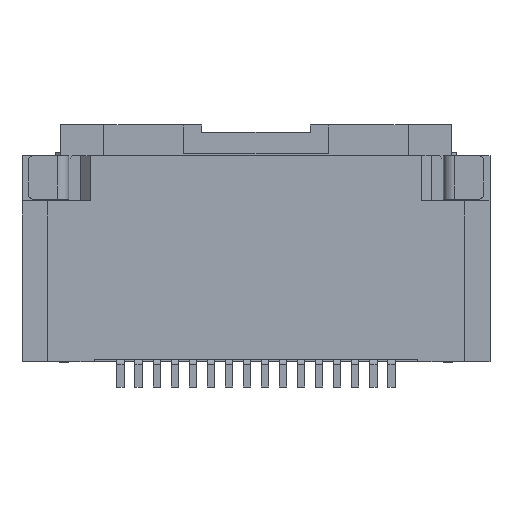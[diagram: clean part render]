
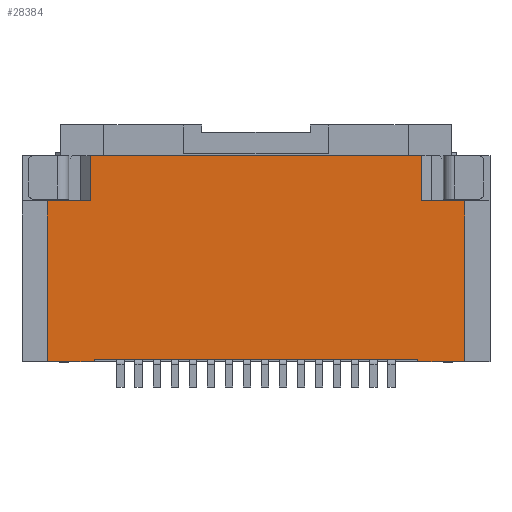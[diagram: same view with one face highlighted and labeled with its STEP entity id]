
A CAD part, top view. The second image highlights one B-rep face of the part: STEP entity #28384.
In plain terms, the highlighted planar face has unit normal (0, 0, 1).
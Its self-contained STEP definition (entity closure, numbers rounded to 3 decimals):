
#362=DIRECTION('',(-1.,0.,0.));
#363=VECTOR('',#362,1.3);
#364=CARTESIAN_POINT('',(-4.475,-2.85,1.245));
#365=LINE('',#364,#363);
#370=DIRECTION('',(-1.,0.,0.));
#371=VECTOR('',#370,1.3);
#372=CARTESIAN_POINT('',(5.775,-2.85,1.245));
#373=LINE('',#372,#371);
#418=DIRECTION('',(0.,-1.,0.));
#419=VECTOR('',#418,4.45);
#420=CARTESIAN_POINT('',(-5.775,1.6,1.245));
#421=LINE('',#420,#419);
#422=DIRECTION('',(-1.,0.,0.));
#423=VECTOR('',#422,9.17);
#424=CARTESIAN_POINT('',(4.585,2.85,1.245));
#425=LINE('',#424,#423);
#426=DIRECTION('',(1.,0.,0.));
#427=VECTOR('',#426,8.95);
#428=CARTESIAN_POINT('',(-4.475,-2.78,1.245));
#429=LINE('',#428,#427);
#430=DIRECTION('',(-1.,0.,0.));
#431=VECTOR('',#430,1.19);
#432=CARTESIAN_POINT('',(-4.585,1.6,1.245));
#433=LINE('',#432,#431);
#434=DIRECTION('',(0.,1.,0.));
#435=VECTOR('',#434,1.25);
#436=CARTESIAN_POINT('',(-4.585,1.6,1.245));
#437=LINE('',#436,#435);
#442=DIRECTION('',(0.,-1.,0.));
#443=VECTOR('',#442,1.25);
#444=CARTESIAN_POINT('',(4.585,2.85,1.245));
#445=LINE('',#444,#443);
#6710=DIRECTION('',(-1.,0.,0.));
#6711=VECTOR('',#6710,1.19);
#6712=CARTESIAN_POINT('',(5.775,1.6,1.245));
#6713=LINE('',#6712,#6711);
#6763=DIRECTION('',(0.,1.,0.));
#6764=VECTOR('',#6763,4.45);
#6765=CARTESIAN_POINT('',(5.775,-2.85,1.245));
#6766=LINE('',#6765,#6764);
#21259=DIRECTION('',(0.,1.,0.));
#21260=VECTOR('',#21259,0.07);
#21261=CARTESIAN_POINT('',(-4.475,-2.85,1.245));
#21262=LINE('',#21261,#21260);
#21275=DIRECTION('',(0.,-1.,0.));
#21276=VECTOR('',#21275,0.07);
#21277=CARTESIAN_POINT('',(4.475,-2.78,1.245));
#21278=LINE('',#21277,#21276);
#21743=CARTESIAN_POINT('',(-5.775,1.6,1.245));
#21744=VERTEX_POINT('',#21743);
#21745=CARTESIAN_POINT('',(-4.585,1.6,1.245));
#21746=VERTEX_POINT('',#21745);
#21853=CARTESIAN_POINT('',(4.585,2.85,1.245));
#21854=VERTEX_POINT('',#21853);
#21855=CARTESIAN_POINT('',(-4.585,2.85,1.245));
#21856=VERTEX_POINT('',#21855);
#22562=CARTESIAN_POINT('',(-4.475,-2.78,1.245));
#22563=CARTESIAN_POINT('',(4.475,-2.78,1.245));
#22564=VERTEX_POINT('',#22562);
#22565=VERTEX_POINT('',#22563);
#22626=CARTESIAN_POINT('',(4.585,1.6,1.245));
#22627=VERTEX_POINT('',#22626);
#22628=CARTESIAN_POINT('',(5.775,1.6,1.245));
#22629=VERTEX_POINT('',#22628);
#22630=CARTESIAN_POINT('',(5.775,-2.85,1.245));
#22631=VERTEX_POINT('',#22630);
#22632=CARTESIAN_POINT('',(4.475,-2.85,1.245));
#22633=VERTEX_POINT('',#22632);
#22634=CARTESIAN_POINT('',(-4.475,-2.85,1.245));
#22635=VERTEX_POINT('',#22634);
#22636=CARTESIAN_POINT('',(-5.775,-2.85,1.245));
#22637=VERTEX_POINT('',#22636);
#28358=CARTESIAN_POINT('',(0.,0.,1.245));
#28359=DIRECTION('',(0.,0.,1.));
#28360=DIRECTION('',(1.,0.,0.));
#28361=AXIS2_PLACEMENT_3D('',#28358,#28359,#28360);
#28362=PLANE('',#28361);
#28364=ORIENTED_EDGE('',*,*,#28363,.T.);
#28365=ORIENTED_EDGE('',*,*,#27722,.F.);
#28367=ORIENTED_EDGE('',*,*,#28366,.T.);
#28369=ORIENTED_EDGE('',*,*,#28368,.F.);
#28371=ORIENTED_EDGE('',*,*,#28370,.F.);
#28372=ORIENTED_EDGE('',*,*,#28316,.T.);
#28374=ORIENTED_EDGE('',*,*,#28373,.F.);
#28376=ORIENTED_EDGE('',*,*,#28375,.F.);
#28378=ORIENTED_EDGE('',*,*,#28377,.F.);
#28379=ORIENTED_EDGE('',*,*,#28308,.T.);
#28380=ORIENTED_EDGE('',*,*,#28353,.F.);
#28381=ORIENTED_EDGE('',*,*,#27600,.F.);
#28382=EDGE_LOOP('',(#28364,#28365,#28367,#28369,#28371,#28372,#28374,#28376,
#28378,#28379,#28380,#28381));
#28383=FACE_OUTER_BOUND('',#28382,.F.);
#28384=ADVANCED_FACE('',(#28383),#28362,.T.);
#27600=EDGE_CURVE('',#21746,#21744,#433,.T.);
#27722=EDGE_CURVE('',#21854,#21856,#425,.T.);
#28308=EDGE_CURVE('',#22635,#22637,#365,.T.);
#28316=EDGE_CURVE('',#22631,#22633,#373,.T.);
#28353=EDGE_CURVE('',#21744,#22637,#421,.T.);
#28363=EDGE_CURVE('',#21746,#21856,#437,.T.);
#28366=EDGE_CURVE('',#21854,#22627,#445,.T.);
#28368=EDGE_CURVE('',#22629,#22627,#6713,.T.);
#28370=EDGE_CURVE('',#22631,#22629,#6766,.T.);
#28373=EDGE_CURVE('',#22565,#22633,#21278,.T.);
#28375=EDGE_CURVE('',#22564,#22565,#429,.T.);
#28377=EDGE_CURVE('',#22635,#22564,#21262,.T.);
